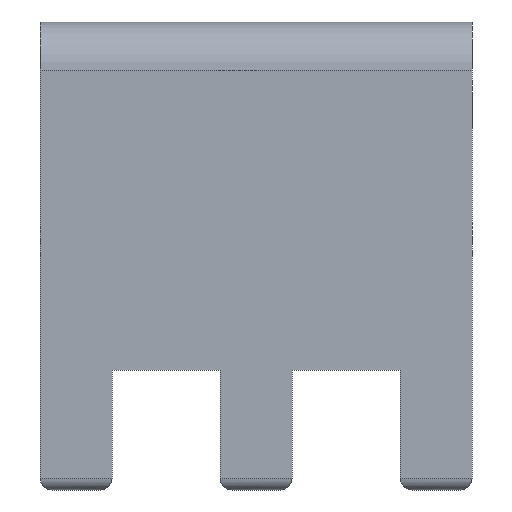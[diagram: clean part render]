
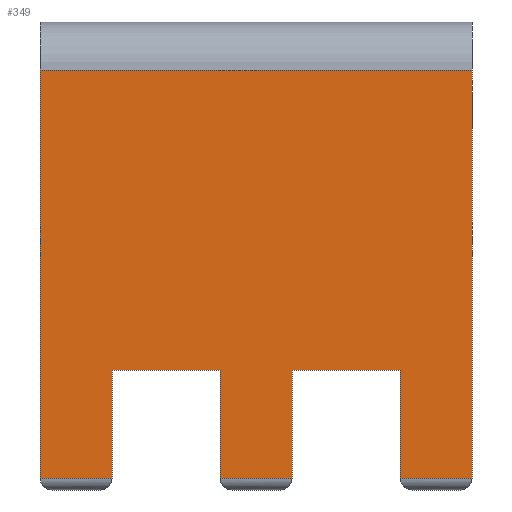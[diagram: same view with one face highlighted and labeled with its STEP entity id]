
A CAD part, front view. The second image highlights one B-rep face of the part: STEP entity #349.
In plain terms, the highlighted planar face has unit normal (0, -1, 0).
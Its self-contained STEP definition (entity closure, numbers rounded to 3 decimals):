
#97 = EDGE_CURVE('',#98,#100,#102,.T.);
#98 = VERTEX_POINT('',#99);
#99 = CARTESIAN_POINT('',(9.,-10.,-16.5));
#100 = VERTEX_POINT('',#101);
#101 = CARTESIAN_POINT('',(9.,-10.,0.5));
#102 = LINE('',#103,#104);
#103 = CARTESIAN_POINT('',(9.,-10.,0.));
#104 = VECTOR('',#105,1.);
#105 = DIRECTION('',(0.,0.,1.));
#197 = VERTEX_POINT('',#198);
#198 = CARTESIAN_POINT('',(-9.,-10.,0.5));
#205 = EDGE_CURVE('',#197,#100,#206,.T.);
#206 = LINE('',#207,#208);
#207 = CARTESIAN_POINT('',(-9.,-10.,0.5));
#208 = VECTOR('',#209,1.);
#209 = DIRECTION('',(1.,0.,0.));
#305 = VERTEX_POINT('',#306);
#306 = CARTESIAN_POINT('',(-9.,-10.,-16.5));
#312 = EDGE_CURVE('',#305,#197,#313,.T.);
#313 = LINE('',#314,#315);
#314 = CARTESIAN_POINT('',(-9.,-10.,0.));
#315 = VECTOR('',#316,1.);
#316 = DIRECTION('',(0.,0.,1.));
#349 = ADVANCED_FACE('',(#350),#425,.T.);
#350 = FACE_BOUND('',#351,.T.);
#351 = EDGE_LOOP('',(#352,#353,#354,#355,#363,#371,#379,#387,#395,#403,
    #411,#419));
#352 = ORIENTED_EDGE('',*,*,#97,.T.);
#353 = ORIENTED_EDGE('',*,*,#205,.F.);
#354 = ORIENTED_EDGE('',*,*,#312,.F.);
#355 = ORIENTED_EDGE('',*,*,#356,.F.);
#356 = EDGE_CURVE('',#357,#305,#359,.T.);
#357 = VERTEX_POINT('',#358);
#358 = CARTESIAN_POINT('',(-6.,-10.,-16.5));
#359 = LINE('',#360,#361);
#360 = CARTESIAN_POINT('',(-6.,-10.,-16.5));
#361 = VECTOR('',#362,1.);
#362 = DIRECTION('',(-1.,0.,0.));
#363 = ORIENTED_EDGE('',*,*,#364,.T.);
#364 = EDGE_CURVE('',#357,#365,#367,.T.);
#365 = VERTEX_POINT('',#366);
#366 = CARTESIAN_POINT('',(-6.,-10.,-12.));
#367 = LINE('',#368,#369);
#368 = CARTESIAN_POINT('',(-6.,-10.,-17.));
#369 = VECTOR('',#370,1.);
#370 = DIRECTION('',(0.,0.,1.));
#371 = ORIENTED_EDGE('',*,*,#372,.T.);
#372 = EDGE_CURVE('',#365,#373,#375,.T.);
#373 = VERTEX_POINT('',#374);
#374 = CARTESIAN_POINT('',(-1.5,-10.,-12.));
#375 = LINE('',#376,#377);
#376 = CARTESIAN_POINT('',(-6.,-10.,-12.));
#377 = VECTOR('',#378,1.);
#378 = DIRECTION('',(1.,0.,0.));
#379 = ORIENTED_EDGE('',*,*,#380,.F.);
#380 = EDGE_CURVE('',#381,#373,#383,.T.);
#381 = VERTEX_POINT('',#382);
#382 = CARTESIAN_POINT('',(-1.5,-10.,-16.5));
#383 = LINE('',#384,#385);
#384 = CARTESIAN_POINT('',(-1.5,-10.,-17.));
#385 = VECTOR('',#386,1.);
#386 = DIRECTION('',(0.,0.,1.));
#387 = ORIENTED_EDGE('',*,*,#388,.F.);
#388 = EDGE_CURVE('',#389,#381,#391,.T.);
#389 = VERTEX_POINT('',#390);
#390 = CARTESIAN_POINT('',(1.5,-10.,-16.5));
#391 = LINE('',#392,#393);
#392 = CARTESIAN_POINT('',(1.5,-10.,-16.5));
#393 = VECTOR('',#394,1.);
#394 = DIRECTION('',(-1.,0.,0.));
#395 = ORIENTED_EDGE('',*,*,#396,.T.);
#396 = EDGE_CURVE('',#389,#397,#399,.T.);
#397 = VERTEX_POINT('',#398);
#398 = CARTESIAN_POINT('',(1.5,-10.,-12.));
#399 = LINE('',#400,#401);
#400 = CARTESIAN_POINT('',(1.5,-10.,-17.));
#401 = VECTOR('',#402,1.);
#402 = DIRECTION('',(0.,0.,1.));
#403 = ORIENTED_EDGE('',*,*,#404,.T.);
#404 = EDGE_CURVE('',#397,#405,#407,.T.);
#405 = VERTEX_POINT('',#406);
#406 = CARTESIAN_POINT('',(6.,-10.,-12.));
#407 = LINE('',#408,#409);
#408 = CARTESIAN_POINT('',(1.5,-10.,-12.));
#409 = VECTOR('',#410,1.);
#410 = DIRECTION('',(1.,0.,0.));
#411 = ORIENTED_EDGE('',*,*,#412,.F.);
#412 = EDGE_CURVE('',#413,#405,#415,.T.);
#413 = VERTEX_POINT('',#414);
#414 = CARTESIAN_POINT('',(6.,-10.,-16.5));
#415 = LINE('',#416,#417);
#416 = CARTESIAN_POINT('',(6.,-10.,-17.));
#417 = VECTOR('',#418,1.);
#418 = DIRECTION('',(0.,0.,1.));
#419 = ORIENTED_EDGE('',*,*,#420,.F.);
#420 = EDGE_CURVE('',#98,#413,#421,.T.);
#421 = LINE('',#422,#423);
#422 = CARTESIAN_POINT('',(9.,-10.,-16.5));
#423 = VECTOR('',#424,1.);
#424 = DIRECTION('',(-1.,0.,0.));
#425 = PLANE('',#426);
#426 = AXIS2_PLACEMENT_3D('',#427,#428,#429);
#427 = CARTESIAN_POINT('',(0.,-10.,-7.25));
#428 = DIRECTION('',(-0.,-1.,-0.));
#429 = DIRECTION('',(0.,0.,-1.));
